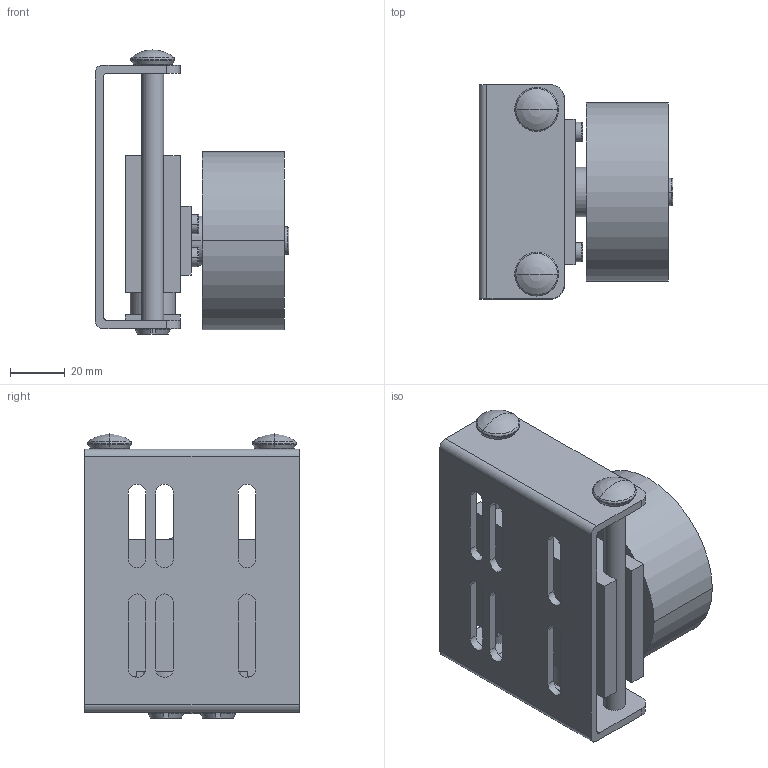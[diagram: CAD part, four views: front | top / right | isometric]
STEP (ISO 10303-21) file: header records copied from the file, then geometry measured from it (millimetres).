
FILE_DESCRIPTION(('STEP AP214'),'1');
FILE_NAME('cctmp_521ED4EA-0F68-4968-A2DC-5D94F60A96E4_2023_7_12_10_49_8_940..stp','2023-07-12T08:49:09',('Murtfeldt Kunststoffe GmbH & Co.KG'),('CADClick - www.CADClick.com'),'Spatial InterOp 3D',' ','unknown authorization');
FILE_SCHEMA(('AUTOMOTIVE_DESIGN'));
Length unit declared in the file: millimetre
Products named in the file (1): 1
Bounding box: 70.65 x 78 x 103.5 mm (x, y, z)
Volume: 194035.1 mm3; surface area: 72598.6 mm2
Topology: 2 solids, 17 shells, 465 faces, 1130 edges, 721 vertices
Faces by surface type: plane 227, cylinder 148, cone 50, torus 36, sphere 4
Entity records: 17282 total; most frequent: DIRECTION 2456, CARTESIAN_POINT 2328, ORIENTED_EDGE 2216, EDGE_CURVE 1108, AXIS2_PLACEMENT_3D 897, VERTEX_POINT 721, LINE 662, VECTOR 662
